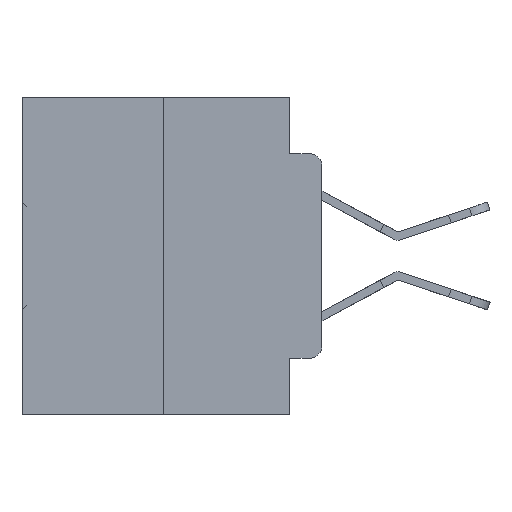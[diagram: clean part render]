
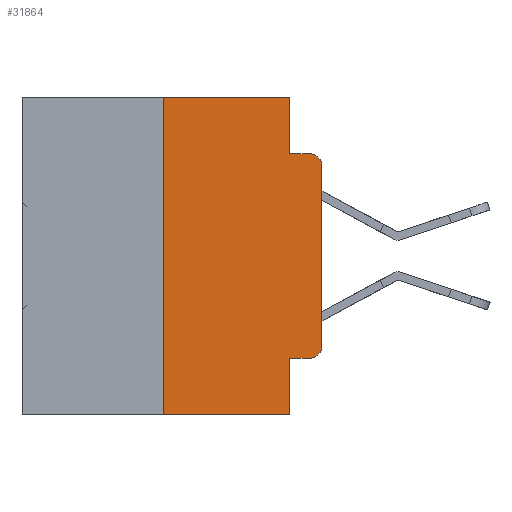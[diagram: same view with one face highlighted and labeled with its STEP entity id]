
A CAD part, left-side view. The second image highlights one B-rep face of the part: STEP entity #31864.
In plain terms, the highlighted planar face has unit normal (-1, 0, 0).
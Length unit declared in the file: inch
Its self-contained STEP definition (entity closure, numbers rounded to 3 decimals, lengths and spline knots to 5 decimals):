
#99 = CARTESIAN_POINT ( 'NONE',  ( 0., 0.051, 0. ) ) ;
#730 = CARTESIAN_POINT ( 'NONE',  ( 0., 0.02, -0.0885 ) ) ;
#880 = AXIS2_PLACEMENT_3D ( 'NONE', #4846, #35477, #21612 ) ;
#1451 = VECTOR ( 'NONE', #18482, 39.37008 ) ;
#2253 = LINE ( 'NONE', #21760, #1451 ) ;
#3137 = VERTEX_POINT ( 'NONE', #35417 ) ;
#3701 = CARTESIAN_POINT ( 'NONE',  ( 0., 0.051, -0.4115 ) ) ;
#4226 = EDGE_CURVE ( 'NONE', #3137, #22649, #6125, .T. ) ;
#4846 = CARTESIAN_POINT ( 'NONE',  ( 0., 0.02, -0.3915 ) ) ;
#5377 = CARTESIAN_POINT ( 'NONE',  ( 0., 0.473, 0. ) ) ;
#5550 = CIRCLE ( 'NONE', #880, 0.02 ) ;
#5964 = VERTEX_POINT ( 'NONE', #35246 ) ;
#6125 = LINE ( 'NONE', #99, #24616 ) ;
#6884 = EDGE_LOOP ( 'NONE', ( #10075, #20753, #22341, #25744, #25992, #9881, #20428, #11327, #22612, #8496 ) ) ;
#7684 = CARTESIAN_POINT ( 'NONE',  ( 0., 0.051, 0. ) ) ;
#8068 = DIRECTION ( 'NONE',  ( 0., 0., -1. ) ) ;
#8496 = ORIENTED_EDGE ( 'NONE', *, *, #9462, .T. ) ;
#9462 = EDGE_CURVE ( 'NONE', #9929, #5964, #5550, .T. ) ;
#9536 = EDGE_CURVE ( 'NONE', #31272, #27725, #26899, .T. ) ;
#9881 = ORIENTED_EDGE ( 'NONE', *, *, #20957, .F. ) ;
#9929 = VERTEX_POINT ( 'NONE', #14831 ) ;
#10064 = DIRECTION ( 'NONE',  ( 0., 0., -1. ) ) ;
#10075 = ORIENTED_EDGE ( 'NONE', *, *, #30581, .T. ) ;
#11327 = ORIENTED_EDGE ( 'NONE', *, *, #4226, .F. ) ;
#11575 = VERTEX_POINT ( 'NONE', #30522 ) ;
#13354 = CARTESIAN_POINT ( 'NONE',  ( 0., 0.051, 0. ) ) ;
#13656 = VECTOR ( 'NONE', #10064, 39.37008 ) ;
#14831 = CARTESIAN_POINT ( 'NONE',  ( 0., 0.02, -0.4115 ) ) ;
#15054 = LINE ( 'NONE', #32375, #19074 ) ;
#16516 = DIRECTION ( 'NONE',  ( 0., -1., 0. ) ) ;
#18226 = CARTESIAN_POINT ( 'NONE',  ( 0., 0.051, -0.0885 ) ) ;
#18482 = DIRECTION ( 'NONE',  ( 0., 0., 1. ) ) ;
#18493 = DIRECTION ( 'NONE',  ( 1., 0., 0. ) ) ;
#18614 = CARTESIAN_POINT ( 'NONE',  ( 0., 0.051, -0.0885 ) ) ;
#19074 = VECTOR ( 'NONE', #31660, 39.37008 ) ;
#19226 = FACE_OUTER_BOUND ( 'NONE', #6884, .T. ) ;
#20301 = LINE ( 'NONE', #3701, #21946 ) ;
#20428 = ORIENTED_EDGE ( 'NONE', *, *, #32964, .T. ) ;
#20744 = VERTEX_POINT ( 'NONE', #35855 ) ;
#20753 = ORIENTED_EDGE ( 'NONE', *, *, #32313, .T. ) ;
#20957 = EDGE_CURVE ( 'NONE', #20744, #31272, #24088, .T. ) ;
#21160 = LINE ( 'NONE', #7684, #13656 ) ;
#21207 = CARTESIAN_POINT ( 'NONE',  ( 0., 0.051, -0.5 ) ) ;
#21612 = DIRECTION ( 'NONE',  ( 0., 0., -1. ) ) ;
#21760 = CARTESIAN_POINT ( 'NONE',  ( 0., 0., 0. ) ) ;
#21946 = VECTOR ( 'NONE', #34333, 39.37008 ) ;
#22341 = ORIENTED_EDGE ( 'NONE', *, *, #24503, .F. ) ;
#22612 = ORIENTED_EDGE ( 'NONE', *, *, #27520, .T. ) ;
#22649 = VERTEX_POINT ( 'NONE', #21207 ) ;
#22841 = VECTOR ( 'NONE', #35227, 39.37008 ) ;
#23054 = VECTOR ( 'NONE', #32841, 39.37008 ) ;
#23122 = EDGE_CURVE ( 'NONE', #27725, #33961, #21160, .T. ) ;
#23463 = CARTESIAN_POINT ( 'NONE',  ( 0., 0.25, 0. ) ) ;
#24088 = LINE ( 'NONE', #26828, #22841 ) ;
#24503 = EDGE_CURVE ( 'NONE', #33961, #24628, #29561, .T. ) ;
#24616 = VECTOR ( 'NONE', #27627, 39.37008 ) ;
#24628 = VERTEX_POINT ( 'NONE', #730 ) ;
#25744 = ORIENTED_EDGE ( 'NONE', *, *, #23122, .F. ) ;
#25992 = ORIENTED_EDGE ( 'NONE', *, *, #9536, .F. ) ;
#26828 = CARTESIAN_POINT ( 'NONE',  ( 0., 0.25, 0. ) ) ;
#26899 = LINE ( 'NONE', #32742, #29403 ) ;
#27366 = CARTESIAN_POINT ( 'NONE',  ( 0., 0.02, -0.1085 ) ) ;
#27520 = EDGE_CURVE ( 'NONE', #3137, #9929, #20301, .T. ) ;
#27627 = DIRECTION ( 'NONE',  ( 0., 0., -1. ) ) ;
#27725 = VERTEX_POINT ( 'NONE', #13354 ) ;
#29403 = VECTOR ( 'NONE', #16516, 39.37008 ) ;
#29561 = LINE ( 'NONE', #18614, #23054 ) ;
#30346 = PLANE ( 'NONE',  #33579 ) ;
#30522 = CARTESIAN_POINT ( 'NONE',  ( 0., 0., -0.1085 ) ) ;
#30581 = EDGE_CURVE ( 'NONE', #5964, #11575, #2253, .T. ) ;
#30690 = CIRCLE ( 'NONE', #35340, 0.02 ) ;
#31272 = VERTEX_POINT ( 'NONE', #23463 ) ;
#31660 = DIRECTION ( 'NONE',  ( 0., -1., 0. ) ) ;
#31864 = ADVANCED_FACE ( 'NONE', ( #19226 ), #30346, .F. ) ;
#32313 = EDGE_CURVE ( 'NONE', #11575, #24628, #30690, .T. ) ;
#32375 = CARTESIAN_POINT ( 'NONE',  ( 0., 0.473, -0.5 ) ) ;
#32722 = DIRECTION ( 'NONE',  ( 0., 0., -1. ) ) ;
#32742 = CARTESIAN_POINT ( 'NONE',  ( 0., 0.473, 0. ) ) ;
#32841 = DIRECTION ( 'NONE',  ( 0., -1., 0. ) ) ;
#32964 = EDGE_CURVE ( 'NONE', #20744, #22649, #15054, .T. ) ;
#33579 = AXIS2_PLACEMENT_3D ( 'NONE', #5377, #18493, #32722 ) ;
#33961 = VERTEX_POINT ( 'NONE', #18226 ) ;
#34333 = DIRECTION ( 'NONE',  ( 0., -1., 0. ) ) ;
#35227 = DIRECTION ( 'NONE',  ( 0., 0., 1. ) ) ;
#35246 = CARTESIAN_POINT ( 'NONE',  ( 0., 0., -0.3915 ) ) ;
#35340 = AXIS2_PLACEMENT_3D ( 'NONE', #27366, #35765, #8068 ) ;
#35417 = CARTESIAN_POINT ( 'NONE',  ( 0., 0.051, -0.4115 ) ) ;
#35477 = DIRECTION ( 'NONE',  ( -1., 0., 0. ) ) ;
#35765 = DIRECTION ( 'NONE',  ( -1., 0., 0. ) ) ;
#35855 = CARTESIAN_POINT ( 'NONE',  ( 0., 0.25, -0.5 ) ) ;
